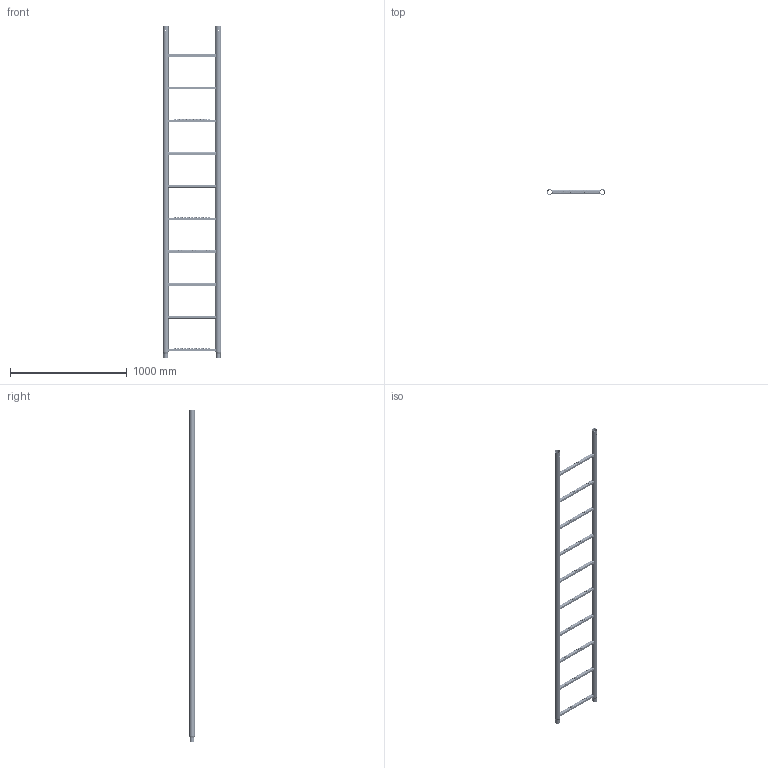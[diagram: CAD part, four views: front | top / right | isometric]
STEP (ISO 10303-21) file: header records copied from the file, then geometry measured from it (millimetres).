
FILE_DESCRIPTION (( 'STEP AP203' ), '1' );
FILE_NAME ('5294000010.STEP', '2024-04-22T11:10:42', ( '' ), ( '' ), 'SwSTEP 2.0', 'SolidWorks 2022', '' );
FILE_SCHEMA (( 'CONFIG_CONTROL_DESIGN' ));
Products named in the file (1): 5294000010
Bounding box: 498.3 x 48.3 x 2840 mm (x, y, z)
Volume: 2155325 mm3; surface area: 2198784.9 mm2
Topology: 12 solids, 12 shells, 4794 faces, 13326 edges, 8116 vertices
Faces by surface type: cone 1568, torus 1048, plane 984, cylinder 954, bspline 240
Entity records: 174421 total; most frequent: CARTESIAN_POINT 46745, DIRECTION 28948, ORIENTED_EDGE 26652, EDGE_CURVE 13326, AXIS2_PLACEMENT_3D 11983, VERTEX_POINT 8116, CIRCLE 7428, EDGE_LOOP 5406
